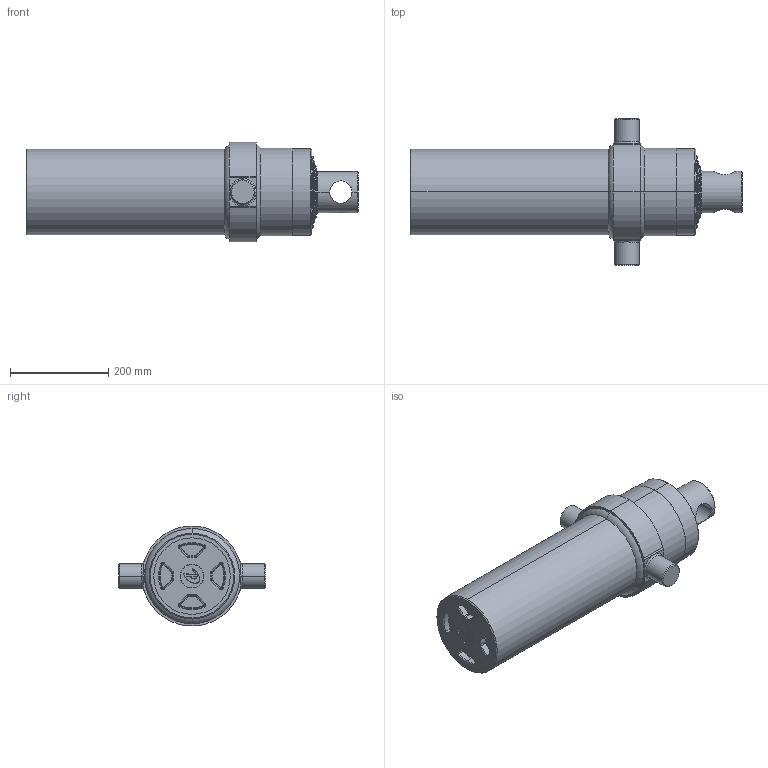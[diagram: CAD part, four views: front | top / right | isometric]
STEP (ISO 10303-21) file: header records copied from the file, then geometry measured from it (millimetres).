
FILE_DESCRIPTION (( 'STEP AP203' ), '1' );
FILE_NAME ('423.L.STEP', '2014-10-27T09:59:25', ( '' ), ( '' ), 'SwSTEP 2.0', 'SolidWorks 2013', '' );
FILE_SCHEMA (( 'CONFIG_CONTROL_DESIGN' ));
Length unit declared in the file: millimetre
Products named in the file (1): 423.L
Bounding box: 677 x 298 x 203.64 mm (x, y, z)
Surface area: 1228927.3 mm2 (no closed solid volume)
Topology: 0 solids, 15 shells, 242 faces, 638 edges, 407 vertices
Faces by surface type: torus 72, cylinder 69, cone 62, plane 32, bspline 7
Entity records: 9251 total; most frequent: CARTESIAN_POINT 3097, DIRECTION 1435, ORIENTED_EDGE 1131, EDGE_CURVE 638, AXIS2_PLACEMENT_3D 618, VERTEX_POINT 407, CIRCLE 382, EDGE_LOOP 260
